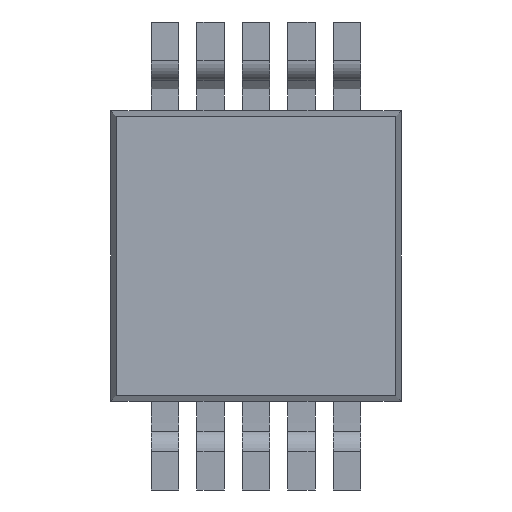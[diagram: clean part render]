
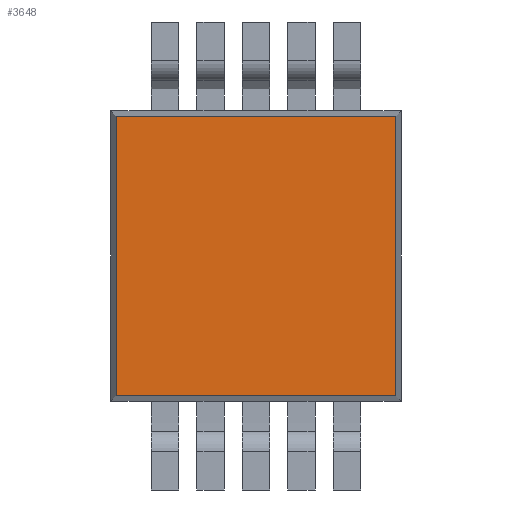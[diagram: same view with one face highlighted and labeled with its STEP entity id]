
A CAD part, front view. The second image highlights one B-rep face of the part: STEP entity #3648.
In plain terms, the highlighted planar face has unit normal (0, -1, 0).
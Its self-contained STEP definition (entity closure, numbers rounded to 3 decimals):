
#253 = ORIENTED_EDGE ( 'NONE', *, *, #1782, .F. ) ;
#698 = ORIENTED_EDGE ( 'NONE', *, *, #3778, .F. ) ;
#972 = VECTOR ( 'NONE', #3914, 1000. ) ;
#1289 = DIRECTION ( 'NONE',  ( 0., 0., 1. ) ) ;
#1413 = CARTESIAN_POINT ( 'NONE',  ( 1.6, 0.045, -1.536 ) ) ;
#1516 = CARTESIAN_POINT ( 'NONE',  ( 1.6, 0.045, 1.536 ) ) ;
#1556 = CARTESIAN_POINT ( 'NONE',  ( -1.536, 0.045, 1.536 ) ) ;
#1691 = LINE ( 'NONE', #9269, #10659 ) ;
#1782 = EDGE_CURVE ( 'NONE', #9876, #2776, #1691, .T. ) ;
#2776 = VERTEX_POINT ( 'NONE', #8784 ) ;
#3648 = ADVANCED_FACE ( 'NONE', ( #6214 ), #5184, .F. ) ;
#3778 = EDGE_CURVE ( 'NONE', #2776, #5152, #8927, .T. ) ;
#3914 = DIRECTION ( 'NONE',  ( -1., 0., 0. ) ) ;
#4171 = EDGE_CURVE ( 'NONE', #7770, #9876, #4991, .T. ) ;
#4879 = CARTESIAN_POINT ( 'NONE',  ( -1.536, 0.045, -1.536 ) ) ;
#4991 = LINE ( 'NONE', #1516, #6518 ) ;
#5152 = VERTEX_POINT ( 'NONE', #4879 ) ;
#5184 = PLANE ( 'NONE',  #6712 ) ;
#5398 = DIRECTION ( 'NONE',  ( 0., 0., 1. ) ) ;
#5406 = ORIENTED_EDGE ( 'NONE', *, *, #4171, .F. ) ;
#6214 = FACE_OUTER_BOUND ( 'NONE', #9633, .T. ) ;
#6403 = VECTOR ( 'NONE', #1289, 1000. ) ;
#6518 = VECTOR ( 'NONE', #6529, 1000. ) ;
#6529 = DIRECTION ( 'NONE',  ( 1., 0., 0. ) ) ;
#6712 = AXIS2_PLACEMENT_3D ( 'NONE', #8707, #6942, #5398 ) ;
#6942 = DIRECTION ( 'NONE',  ( 0., 1., 0. ) ) ;
#7401 = EDGE_CURVE ( 'NONE', #5152, #7770, #9782, .T. ) ;
#7714 = DIRECTION ( 'NONE',  ( 0., 0., -1. ) ) ;
#7770 = VERTEX_POINT ( 'NONE', #1556 ) ;
#7867 = CARTESIAN_POINT ( 'NONE',  ( -1.536, 0.045, 1.6 ) ) ;
#8252 = CARTESIAN_POINT ( 'NONE',  ( 1.536, 0.045, 1.536 ) ) ;
#8707 = CARTESIAN_POINT ( 'NONE',  ( 1.6, 0.045, 1.6 ) ) ;
#8784 = CARTESIAN_POINT ( 'NONE',  ( 1.536, 0.045, -1.536 ) ) ;
#8927 = LINE ( 'NONE', #1413, #972 ) ;
#9174 = ORIENTED_EDGE ( 'NONE', *, *, #7401, .F. ) ;
#9269 = CARTESIAN_POINT ( 'NONE',  ( 1.536, 0.045, 1.6 ) ) ;
#9633 = EDGE_LOOP ( 'NONE', ( #253, #5406, #9174, #698 ) ) ;
#9782 = LINE ( 'NONE', #7867, #6403 ) ;
#9876 = VERTEX_POINT ( 'NONE', #8252 ) ;
#10659 = VECTOR ( 'NONE', #7714, 1000. ) ;
